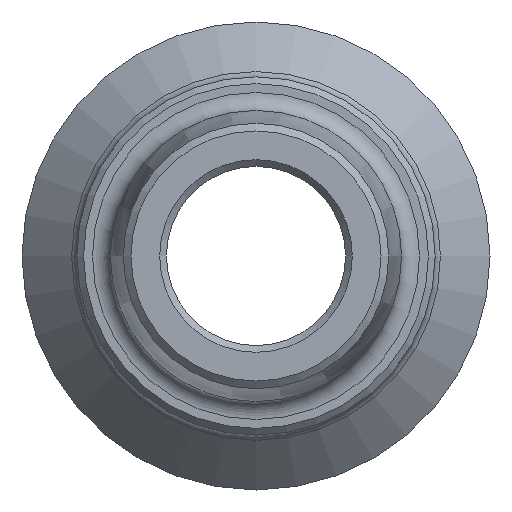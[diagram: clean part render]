
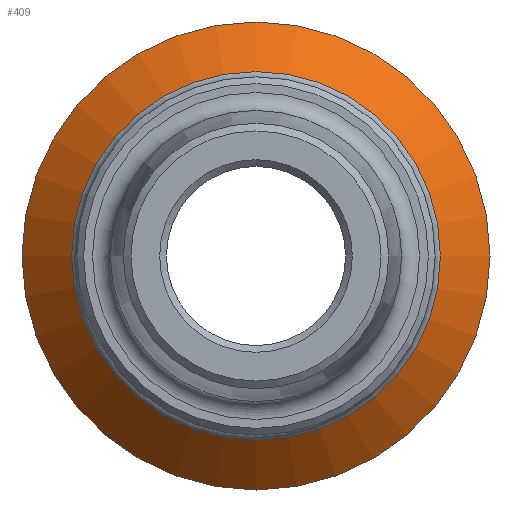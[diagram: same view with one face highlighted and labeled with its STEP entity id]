
A CAD part, left-side view. The second image highlights one B-rep face of the part: STEP entity #409.
In plain terms, the highlighted conical face has half-angle 45 degrees and reference radius 9.225 mm.
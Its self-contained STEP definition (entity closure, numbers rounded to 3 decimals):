
#29=CONICAL_SURFACE('',#464,9.225,0.785);
#41=LINE('',#711,#56);
#56=VECTOR('',#553,9.225);
#76=FACE_OUTER_BOUND('',#104,.T.);
#104=EDGE_LOOP('',(#293,#294,#295,#296,#297));
#139=CIRCLE('',#458,8.234);
#140=CIRCLE('',#459,8.234);
#144=CIRCLE('',#465,10.45);
#184=VERTEX_POINT('',#696);
#185=VERTEX_POINT('',#698);
#188=VERTEX_POINT('',#709);
#223=EDGE_CURVE('',#184,#185,#139,.T.);
#224=EDGE_CURVE('',#185,#184,#140,.T.);
#229=EDGE_CURVE('',#188,#188,#144,.T.);
#230=EDGE_CURVE('',#188,#185,#41,.T.);
#293=ORIENTED_EDGE('',*,*,#229,.F.);
#294=ORIENTED_EDGE('',*,*,#230,.T.);
#295=ORIENTED_EDGE('',*,*,#223,.F.);
#296=ORIENTED_EDGE('',*,*,#224,.F.);
#297=ORIENTED_EDGE('',*,*,#230,.F.);
#409=ADVANCED_FACE('',(#76),#29,.T.);
#458=AXIS2_PLACEMENT_3D('',#699,#536,#537);
#459=AXIS2_PLACEMENT_3D('',#700,#538,#539);
#464=AXIS2_PLACEMENT_3D('',#708,#549,#550);
#465=AXIS2_PLACEMENT_3D('',#710,#551,#552);
#536=DIRECTION('center_axis',(-1.,0.,0.));
#537=DIRECTION('ref_axis',(0.,-1.,0.));
#538=DIRECTION('center_axis',(-1.,0.,0.));
#539=DIRECTION('ref_axis',(0.,-1.,0.));
#549=DIRECTION('center_axis',(1.,0.,0.));
#550=DIRECTION('ref_axis',(0.,1.,0.));
#551=DIRECTION('center_axis',(1.,0.,0.));
#552=DIRECTION('ref_axis',(0.,0.,-1.));
#553=DIRECTION('',(-0.707,0.707,0.));
#696=CARTESIAN_POINT('',(-9.216,0.,8.234));
#698=CARTESIAN_POINT('',(-9.216,-8.234,0.));
#699=CARTESIAN_POINT('Origin',(-9.216,0.,0.));
#700=CARTESIAN_POINT('Origin',(-9.216,0.,0.));
#708=CARTESIAN_POINT('Origin',(-8.225,0.,0.));
#709=CARTESIAN_POINT('',(-7.,-10.45,0.));
#710=CARTESIAN_POINT('Origin',(-7.,0.,0.));
#711=CARTESIAN_POINT('',(-8.225,-9.225,0.));
